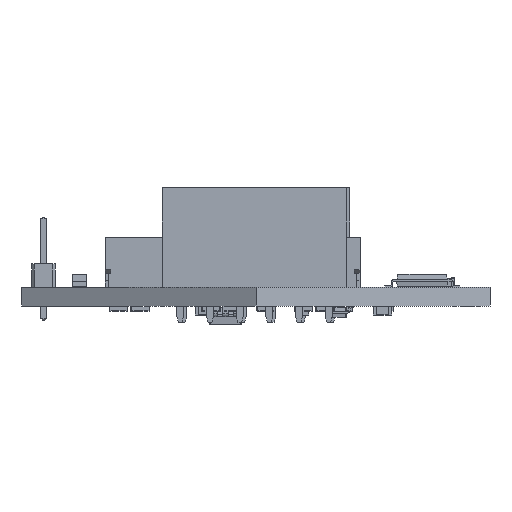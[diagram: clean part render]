
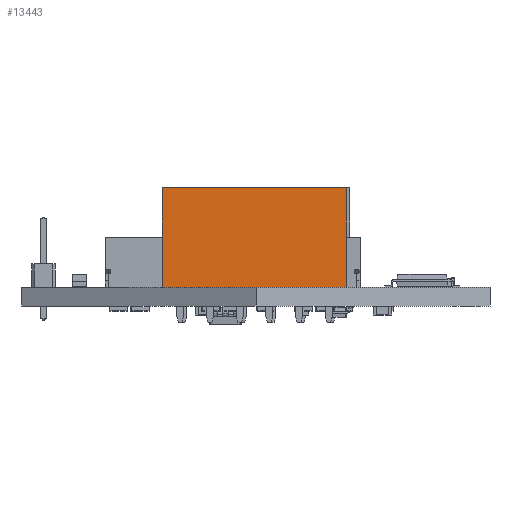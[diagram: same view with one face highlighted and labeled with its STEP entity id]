
A CAD part, front view. The second image highlights one B-rep face of the part: STEP entity #13443.
In plain terms, the highlighted face is planar.
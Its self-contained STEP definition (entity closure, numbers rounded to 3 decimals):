
#10762 = VERTEX_POINT('',#10763);
#10763 = CARTESIAN_POINT('',(-7.87,0.,-2.5));
#10769 = EDGE_CURVE('',#10762,#10770,#10772,.T.);
#10770 = VERTEX_POINT('',#10771);
#10771 = CARTESIAN_POINT('',(-7.87,8.5,-2.5));
#10772 = LINE('',#10773,#10774);
#10773 = CARTESIAN_POINT('',(-7.87,0.,-2.5));
#10774 = VECTOR('',#10775,1.);
#10775 = DIRECTION('',(0.,1.,0.));
#12940 = VERTEX_POINT('',#12941);
#12941 = CARTESIAN_POINT('',(7.87,8.5,-2.5));
#12947 = EDGE_CURVE('',#12948,#12940,#12950,.T.);
#12948 = VERTEX_POINT('',#12949);
#12949 = CARTESIAN_POINT('',(7.87,0.,-2.5));
#12950 = LINE('',#12951,#12952);
#12951 = CARTESIAN_POINT('',(7.87,0.,-2.5));
#12952 = VECTOR('',#12953,1.);
#12953 = DIRECTION('',(0.,1.,0.));
#12990 = EDGE_CURVE('',#10762,#12948,#12991,.T.);
#12991 = LINE('',#12992,#12993);
#12992 = CARTESIAN_POINT('',(-7.87,0.,-2.5));
#12993 = VECTOR('',#12994,1.);
#12994 = DIRECTION('',(1.,0.,0.));
#13023 = EDGE_CURVE('',#10770,#12940,#13024,.T.);
#13024 = LINE('',#13025,#13026);
#13025 = CARTESIAN_POINT('',(-7.87,8.5,-2.5));
#13026 = VECTOR('',#13027,1.);
#13027 = DIRECTION('',(1.,0.,0.));
#13443 = ADVANCED_FACE('',(#13444),#13450,.T.);
#13444 = FACE_BOUND('',#13445,.F.);
#13445 = EDGE_LOOP('',(#13446,#13447,#13448,#13449));
#13446 = ORIENTED_EDGE('',*,*,#10769,.F.);
#13447 = ORIENTED_EDGE('',*,*,#12990,.T.);
#13448 = ORIENTED_EDGE('',*,*,#12947,.T.);
#13449 = ORIENTED_EDGE('',*,*,#13023,.F.);
#13450 = PLANE('',#13451);
#13451 = AXIS2_PLACEMENT_3D('',#13452,#13453,#13454);
#13452 = CARTESIAN_POINT('',(-7.87,0.,-2.5));
#13453 = DIRECTION('',(0.,0.,-1.));
#13454 = DIRECTION('',(0.,1.,0.));
